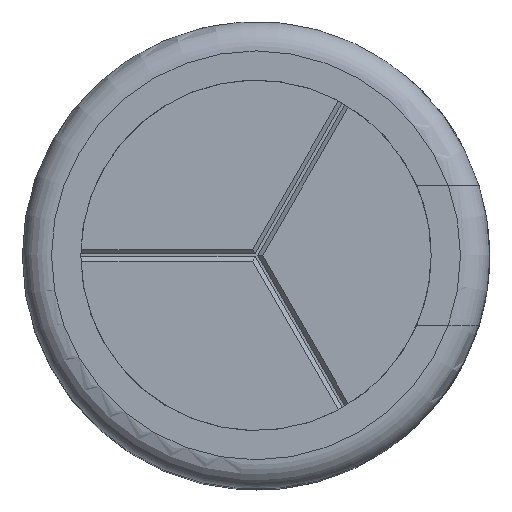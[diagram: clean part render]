
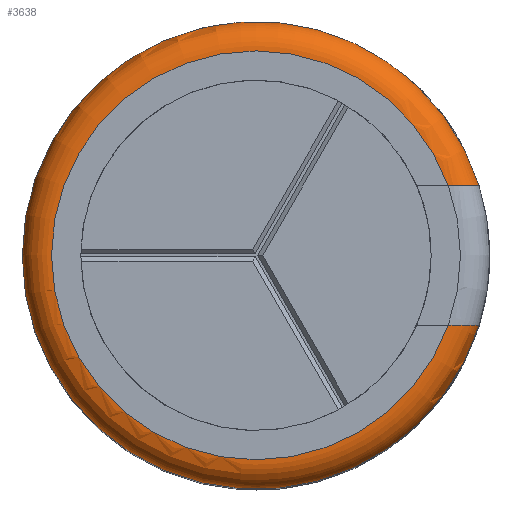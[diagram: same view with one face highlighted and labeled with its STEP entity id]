
A CAD part, top view. The second image highlights one B-rep face of the part: STEP entity #3638.
In plain terms, the highlighted toroidal (fillet/blend) face has major radius 7 mm and minor radius 1 mm.
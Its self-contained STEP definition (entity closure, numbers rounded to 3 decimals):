
#778 = EDGE_CURVE ( 'NONE', #26261, #14051, #6064, .T. ) ;
#1998 = CIRCLE ( 'NONE', #23024, 8. ) ;
#2072 = ORIENTED_EDGE ( 'NONE', *, *, #14866, .F. ) ;
#2323 = EDGE_CURVE ( 'NONE', #11692, #9534, #1998, .T. ) ;
#3049 = FACE_OUTER_BOUND ( 'NONE', #19125, .T. ) ;
#3638 = ADVANCED_FACE ( 'NONE', ( #3049 ), #10756, .T. ) ;
#3740 = CARTESIAN_POINT ( 'NONE',  ( 7.607, -2.387, 25.269 ) ) ;
#5401 = CARTESIAN_POINT ( 'NONE',  ( 7.636, 2.387, 25. ) ) ;
#5830 = CIRCLE ( 'NONE', #8210, 8. ) ;
#6064 = CIRCLE ( 'NONE', #10375, 7. ) ;
#6156 = CARTESIAN_POINT ( 'NONE',  ( 6.849, -2.387, 26. ) ) ;
#7205 = EDGE_CURVE ( 'NONE', #9118, #14051, #10286, .T. ) ;
#8210 = AXIS2_PLACEMENT_3D ( 'NONE', #10048, #19154, #23336 ) ;
#8240 = CARTESIAN_POINT ( 'NONE',  ( 7.636, -2.387, 25.134 ) ) ;
#8401 = CARTESIAN_POINT ( 'NONE',  ( 6.58, -2.387, 26. ) ) ;
#8783 = ORIENTED_EDGE ( 'NONE', *, *, #7205, .T. ) ;
#9118 = VERTEX_POINT ( 'NONE', #23242 ) ;
#9534 = VERTEX_POINT ( 'NONE', #5401 ) ;
#10048 = CARTESIAN_POINT ( 'NONE',  ( 0., 0., 25. ) ) ;
#10286 = B_SPLINE_CURVE_WITH_KNOTS ( 'NONE', 3,
 ( #20025, #8240, #3740, #15401, #21988, #17493, #6156, #15264 ),
 .UNSPECIFIED., .F., .F.,
 ( 4, 2, 2, 4 ),
 ( 0.004, 0.004, 0.004, 0.005 ),
 .UNSPECIFIED. ) ;
#10375 = AXIS2_PLACEMENT_3D ( 'NONE', #22025, #22471, #20206 ) ;
#10756 = TOROIDAL_SURFACE ( 'NONE', #13613, 7., 1. ) ;
#11323 = CARTESIAN_POINT ( 'NONE',  ( 7.636, 2.387, 25.135 ) ) ;
#11692 = VERTEX_POINT ( 'NONE', #23625 ) ;
#11762 = DIRECTION ( 'NONE',  ( 0., 0., 1. ) ) ;
#12414 = ORIENTED_EDGE ( 'NONE', *, *, #19583, .T. ) ;
#13567 = CARTESIAN_POINT ( 'NONE',  ( 7.119, 2.387, 25.901 ) ) ;
#13613 = AXIS2_PLACEMENT_3D ( 'NONE', #16826, #11762, #23258 ) ;
#14051 = VERTEX_POINT ( 'NONE', #8401 ) ;
#14866 = EDGE_CURVE ( 'NONE', #9118, #11692, #5830, .T. ) ;
#15264 = CARTESIAN_POINT ( 'NONE',  ( 6.58, -2.387, 26. ) ) ;
#15401 = CARTESIAN_POINT ( 'NONE',  ( 7.497, -2.387, 25.514 ) ) ;
#15410 = DIRECTION ( 'NONE',  ( 0., 0., -1. ) ) ;
#15500 = CARTESIAN_POINT ( 'NONE',  ( 7.416, 2.387, 25.626 ) ) ;
#15641 = CARTESIAN_POINT ( 'NONE',  ( 6.58, 2.387, 26. ) ) ;
#15909 = B_SPLINE_CURVE_WITH_KNOTS ( 'NONE', 3,
 ( #15641, #26845, #13567, #15500, #25046, #24761, #11323, #24613 ),
 .UNSPECIFIED., .F., .F.,
 ( 4, 2, 2, 4 ),
 ( 0.001, 0.002, 0.002, 0.003 ),
 .UNSPECIFIED. ) ;
#16264 = ORIENTED_EDGE ( 'NONE', *, *, #2323, .F. ) ;
#16826 = CARTESIAN_POINT ( 'NONE',  ( 0., 0., 25. ) ) ;
#17493 = CARTESIAN_POINT ( 'NONE',  ( 7.119, -2.387, 25.9 ) ) ;
#19125 = EDGE_LOOP ( 'NONE', ( #2072, #8783, #26078, #12414, #16264 ) ) ;
#19154 = DIRECTION ( 'NONE',  ( 0., 0., -1. ) ) ;
#19462 = DIRECTION ( 'NONE',  ( 1., 0., 0. ) ) ;
#19583 = EDGE_CURVE ( 'NONE', #26261, #9534, #15909, .T. ) ;
#19842 = CARTESIAN_POINT ( 'NONE',  ( 6.58, 2.387, 26. ) ) ;
#20025 = CARTESIAN_POINT ( 'NONE',  ( 7.636, -2.387, 25. ) ) ;
#20206 = DIRECTION ( 'NONE',  ( 1., 0., 0. ) ) ;
#21988 = CARTESIAN_POINT ( 'NONE',  ( 7.417, -2.387, 25.625 ) ) ;
#22025 = CARTESIAN_POINT ( 'NONE',  ( 0., 0., 26. ) ) ;
#22471 = DIRECTION ( 'NONE',  ( 0., 0., 1. ) ) ;
#23024 = AXIS2_PLACEMENT_3D ( 'NONE', #26320, #15410, #19462 ) ;
#23242 = CARTESIAN_POINT ( 'NONE',  ( 7.636, -2.387, 25. ) ) ;
#23258 = DIRECTION ( 'NONE',  ( 1., 0., 0. ) ) ;
#23336 = DIRECTION ( 'NONE',  ( 1., 0., 0. ) ) ;
#23625 = CARTESIAN_POINT ( 'NONE',  ( -8., 0., 25. ) ) ;
#24613 = CARTESIAN_POINT ( 'NONE',  ( 7.636, 2.387, 25. ) ) ;
#24761 = CARTESIAN_POINT ( 'NONE',  ( 7.607, 2.387, 25.269 ) ) ;
#25046 = CARTESIAN_POINT ( 'NONE',  ( 7.496, 2.387, 25.516 ) ) ;
#26078 = ORIENTED_EDGE ( 'NONE', *, *, #778, .F. ) ;
#26261 = VERTEX_POINT ( 'NONE', #19842 ) ;
#26320 = CARTESIAN_POINT ( 'NONE',  ( 0., 0., 25. ) ) ;
#26845 = CARTESIAN_POINT ( 'NONE',  ( 6.849, 2.387, 26. ) ) ;
